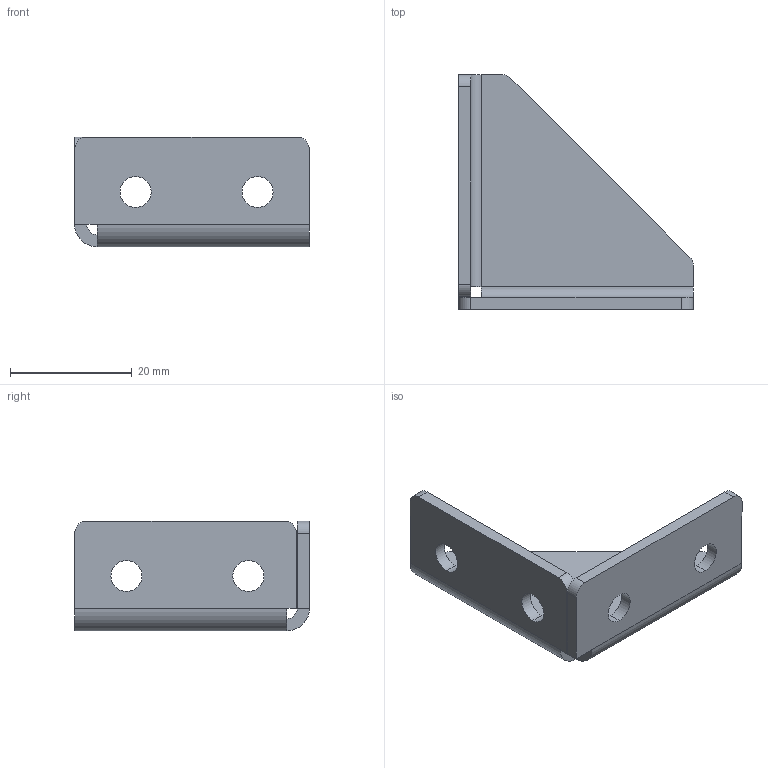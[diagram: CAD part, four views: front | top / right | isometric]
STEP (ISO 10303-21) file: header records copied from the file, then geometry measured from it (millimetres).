
FILE_DESCRIPTION (( 'STEP AP214' ), '1' );
FILE_NAME ('SNS.20.01.72 Óãîëîê 40õ20S(H44).STEP', '2015-01-13T12:56:58', ( 'XTreme.ws' ), ( 'XTreme.ws' ), 'SwSTEP 2.0', 'SolidWorks 2014', '' );
FILE_SCHEMA (( 'AUTOMOTIVE_DESIGN' ));
Length unit declared in the file: millimetre
Products named in the file (2): SNS.20.01.72 Óãîëîê 40õ20S(H44)
Bounding box: 38.5 x 38.5 x 18 mm (x, y, z)
Volume: 4053.7 mm3; surface area: 4586.9 mm2
Topology: 1 solids, 1 shells, 39 faces, 95 edges, 58 vertices
Faces by surface type: plane 21, cylinder 18
Entity records: 1202 total; most frequent: DIRECTION 213, CARTESIAN_POINT 194, ORIENTED_EDGE 190, EDGE_CURVE 95, AXIS2_PLACEMENT_3D 77, VECTOR 59, LINE 59, VERTEX_POINT 58
